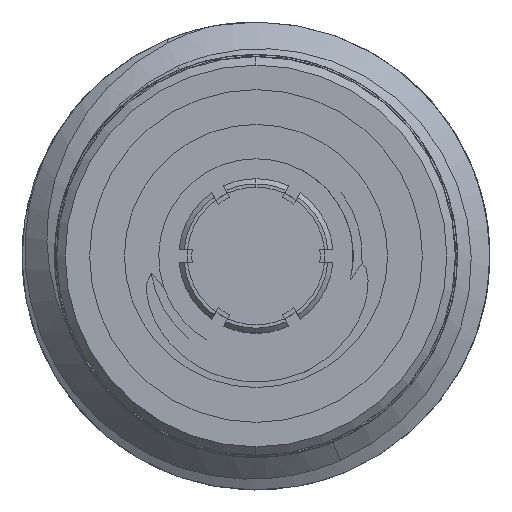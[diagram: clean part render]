
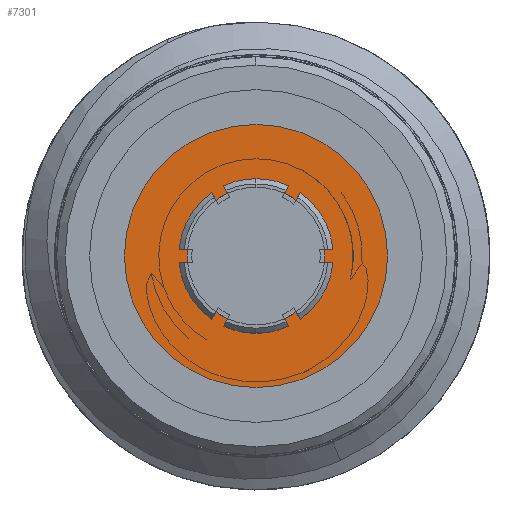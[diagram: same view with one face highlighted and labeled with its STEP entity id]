
A CAD part, left-side view. The second image highlights one B-rep face of the part: STEP entity #7301.
In plain terms, the highlighted face is planar.
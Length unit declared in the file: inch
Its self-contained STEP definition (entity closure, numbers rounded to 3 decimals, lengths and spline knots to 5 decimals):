
#209 = ORIENTED_EDGE ( 'NONE', *, *, #8808, .T. ) ;
#226 = VERTEX_POINT ( 'NONE', #1527 ) ;
#525 = ORIENTED_EDGE ( 'NONE', *, *, #9131, .F. ) ;
#528 = AXIS2_PLACEMENT_3D ( 'NONE', #2677, #9761, #6700 ) ;
#626 = CARTESIAN_POINT ( 'NONE',  ( 0.0405, 0., -0.087 ) ) ;
#741 = CARTESIAN_POINT ( 'NONE',  ( 0., 0., -0.087 ) ) ;
#1412 = FACE_BOUND ( 'NONE', #6777, .T. ) ;
#1527 = CARTESIAN_POINT ( 'NONE',  ( -0.0775, 0., -0.087 ) ) ;
#2529 = EDGE_CURVE ( 'NONE', #2969, #9375, #3424, .T. ) ;
#2677 = CARTESIAN_POINT ( 'NONE',  ( 0., 0., -0.087 ) ) ;
#2969 = VERTEX_POINT ( 'NONE', #626 ) ;
#3402 = DIRECTION ( 'NONE',  ( 0., 0., 1. ) ) ;
#3424 = CIRCLE ( 'NONE', #528, 0.0405 ) ;
#3562 = CARTESIAN_POINT ( 'NONE',  ( 0., 0., -0.087 ) ) ;
#3623 = AXIS2_PLACEMENT_3D ( 'NONE', #3562, #5142, #4351 ) ;
#3711 = DIRECTION ( 'NONE',  ( -1., 0., 0. ) ) ;
#3759 = FACE_OUTER_BOUND ( 'NONE', #8608, .T. ) ;
#3949 = AXIS2_PLACEMENT_3D ( 'NONE', #4835, #3402, #7098 ) ;
#4293 = EDGE_CURVE ( 'NONE', #7332, #226, #9413, .T. ) ;
#4351 = DIRECTION ( 'NONE',  ( 1., 0., 0. ) ) ;
#4460 = CARTESIAN_POINT ( 'NONE',  ( 0., 0.07173, -0.087 ) ) ;
#4835 = CARTESIAN_POINT ( 'NONE',  ( 0., 0., -0.087 ) ) ;
#5142 = DIRECTION ( 'NONE',  ( 0., 0., 1. ) ) ;
#5300 = CARTESIAN_POINT ( 'NONE',  ( 0.0775, 0., -0.087 ) ) ;
#5357 = ORIENTED_EDGE ( 'NONE', *, *, #2529, .F. ) ;
#6535 = AXIS2_PLACEMENT_3D ( 'NONE', #741, #7594, #8449 ) ;
#6678 = CARTESIAN_POINT ( 'NONE',  ( -0.0405, 0., -0.087 ) ) ;
#6700 = DIRECTION ( 'NONE',  ( 1., 0., 0. ) ) ;
#6777 = EDGE_LOOP ( 'NONE', ( #525, #5357 ) ) ;
#6971 = CIRCLE ( 'NONE', #3623, 0.0775 ) ;
#7098 = DIRECTION ( 'NONE',  ( 1., 0., 0. ) ) ;
#7301 = ADVANCED_FACE ( 'NONE', ( #1412, #3759 ), #8268, .F. ) ;
#7332 = VERTEX_POINT ( 'NONE', #5300 ) ;
#7594 = DIRECTION ( 'NONE',  ( 0., 0., 1. ) ) ;
#7627 = CIRCLE ( 'NONE', #3949, 0.0405 ) ;
#8030 = AXIS2_PLACEMENT_3D ( 'NONE', #4460, #9110, #3711 ) ;
#8268 = PLANE ( 'NONE',  #8030 ) ;
#8449 = DIRECTION ( 'NONE',  ( 1., 0., 0. ) ) ;
#8608 = EDGE_LOOP ( 'NONE', ( #9360, #209 ) ) ;
#8808 = EDGE_CURVE ( 'NONE', #226, #7332, #6971, .T. ) ;
#9110 = DIRECTION ( 'NONE',  ( 0., 0., -1. ) ) ;
#9131 = EDGE_CURVE ( 'NONE', #9375, #2969, #7627, .T. ) ;
#9360 = ORIENTED_EDGE ( 'NONE', *, *, #4293, .T. ) ;
#9375 = VERTEX_POINT ( 'NONE', #6678 ) ;
#9413 = CIRCLE ( 'NONE', #6535, 0.0775 ) ;
#9761 = DIRECTION ( 'NONE',  ( 0., 0., 1. ) ) ;
